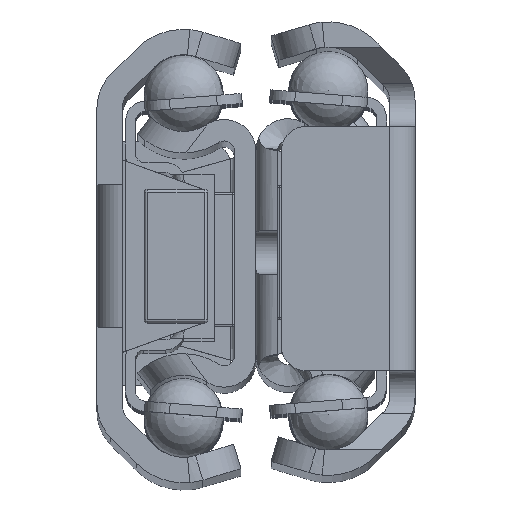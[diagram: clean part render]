
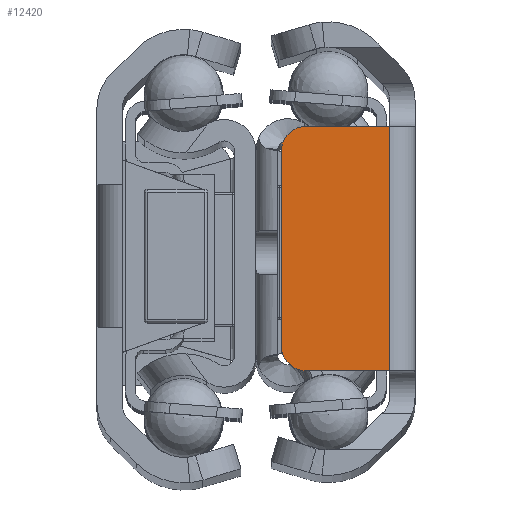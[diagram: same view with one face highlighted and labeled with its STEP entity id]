
A CAD part, top view. The second image highlights one B-rep face of the part: STEP entity #12420.
In plain terms, the highlighted planar face has unit normal (0, 0, 1).
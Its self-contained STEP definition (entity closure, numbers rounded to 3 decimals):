
#468=PLANE('',#13306);
#812=FACE_OUTER_BOUND('',#1508,.T.);
#1508=EDGE_LOOP('',(#8503,#8504,#8505,#8506,#8507,#8508));
#2258=LINE('',#18563,#3481);
#2261=LINE('',#18588,#3484);
#2264=LINE('',#18594,#3487);
#2265=LINE('',#18598,#3488);
#3481=VECTOR('',#14733,10.);
#3484=VECTOR('',#14744,10.);
#3487=VECTOR('',#14749,10.);
#3488=VECTOR('',#14752,10.);
#4656=CIRCLE('',#13307,1.5);
#4657=CIRCLE('',#13308,1.5);
#5269=VERTEX_POINT('',#18560);
#5270=VERTEX_POINT('',#18562);
#5274=VERTEX_POINT('',#18587);
#5276=VERTEX_POINT('',#18593);
#5277=VERTEX_POINT('',#18595);
#5278=VERTEX_POINT('',#18597);
#6496=EDGE_CURVE('',#5269,#5270,#2258,.T.);
#6503=EDGE_CURVE('',#5274,#5270,#2261,.T.);
#6506=EDGE_CURVE('',#5269,#5276,#2264,.T.);
#6507=EDGE_CURVE('',#5277,#5276,#4656,.T.);
#6508=EDGE_CURVE('',#5277,#5278,#2265,.T.);
#6509=EDGE_CURVE('',#5274,#5278,#4657,.T.);
#8503=ORIENTED_EDGE('',*,*,#6496,.F.);
#8504=ORIENTED_EDGE('',*,*,#6506,.T.);
#8505=ORIENTED_EDGE('',*,*,#6507,.F.);
#8506=ORIENTED_EDGE('',*,*,#6508,.T.);
#8507=ORIENTED_EDGE('',*,*,#6509,.F.);
#8508=ORIENTED_EDGE('',*,*,#6503,.T.);
#12420=ADVANCED_FACE('',(#812),#468,.T.);
#13306=AXIS2_PLACEMENT_3D('',#18592,#14747,#14748);
#13307=AXIS2_PLACEMENT_3D('',#18596,#14750,#14751);
#13308=AXIS2_PLACEMENT_3D('',#18599,#14753,#14754);
#14733=DIRECTION('',(-1.,0.,0.));
#14744=DIRECTION('',(0.,-1.,0.));
#14747=DIRECTION('center_axis',(0.,0.,1.));
#14748=DIRECTION('ref_axis',(1.,0.,0.));
#14749=DIRECTION('',(0.,1.,0.));
#14750=DIRECTION('center_axis',(0.,0.,-1.));
#14751=DIRECTION('ref_axis',(0.707,0.707,0.));
#14752=DIRECTION('',(-1.,0.,0.));
#14753=DIRECTION('center_axis',(0.,0.,-1.));
#14754=DIRECTION('ref_axis',(-0.707,0.707,0.));
#18560=CARTESIAN_POINT('',(7.3,-3.68,125.));
#18562=CARTESIAN_POINT('',(-7.3,-3.68,125.));
#18563=CARTESIAN_POINT('',(4.433,-3.68,125.));
#18587=CARTESIAN_POINT('',(-7.3,1.32,125.));
#18588=CARTESIAN_POINT('',(-7.3,-3.846,125.));
#18592=CARTESIAN_POINT('Origin',(0.,-2.512,
125.));
#18593=CARTESIAN_POINT('',(7.3,1.32,125.));
#18594=CARTESIAN_POINT('',(7.3,-3.846,125.));
#18595=CARTESIAN_POINT('',(5.8,2.82,125.));
#18596=CARTESIAN_POINT('Origin',(5.8,1.32,125.));
#18597=CARTESIAN_POINT('',(-5.8,2.82,125.));
#18598=CARTESIAN_POINT('',(7.3,2.82,125.));
#18599=CARTESIAN_POINT('Origin',(-5.8,1.32,125.));
